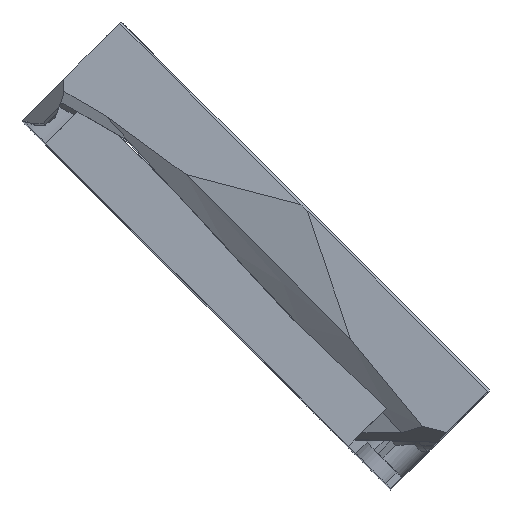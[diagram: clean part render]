
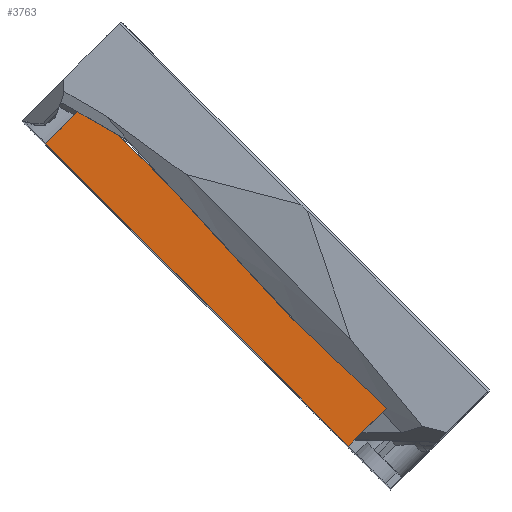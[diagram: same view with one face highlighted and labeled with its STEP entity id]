
A CAD part, top view. The second image highlights one B-rep face of the part: STEP entity #3763.
In plain terms, the highlighted planar face has unit normal (0, 0, 1).
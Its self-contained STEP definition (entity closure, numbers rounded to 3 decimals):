
#56=PLANE('',#3994);
#251=FACE_OUTER_BOUND('',#452,.T.);
#452=EDGE_LOOP('',(#2674,#2675,#2676,#2677,#2678,#2679,#2680,#2681));
#674=B_SPLINE_CURVE_WITH_KNOTS('',3,(#5872,#5873,#5874,#5875),
 .UNSPECIFIED.,.F.,.F.,(4,4),(-1.581,-0.306),
 .UNSPECIFIED.);
#929=LINE('',#5864,#1262);
#930=LINE('',#5866,#1263);
#931=LINE('',#5868,#1264);
#932=LINE('',#5870,#1265);
#933=LINE('',#5877,#1266);
#934=LINE('',#5879,#1267);
#935=LINE('',#5880,#1268);
#1262=VECTOR('',#4380,10.);
#1263=VECTOR('',#4381,10.);
#1264=VECTOR('',#4382,10.);
#1265=VECTOR('',#4383,10.);
#1266=VECTOR('',#4384,10.);
#1267=VECTOR('',#4385,10.);
#1268=VECTOR('',#4386,10.);
#1624=VERTEX_POINT('',#5862);
#1625=VERTEX_POINT('',#5863);
#1626=VERTEX_POINT('',#5865);
#1627=VERTEX_POINT('',#5867);
#1628=VERTEX_POINT('',#5869);
#1629=VERTEX_POINT('',#5871);
#1630=VERTEX_POINT('',#5876);
#1631=VERTEX_POINT('',#5878);
#2037=EDGE_CURVE('',#1624,#1625,#929,.T.);
#2038=EDGE_CURVE('',#1626,#1624,#930,.T.);
#2039=EDGE_CURVE('',#1626,#1627,#931,.T.);
#2040=EDGE_CURVE('',#1627,#1628,#932,.T.);
#2041=EDGE_CURVE('',#1629,#1628,#674,.T.);
#2042=EDGE_CURVE('',#1630,#1629,#933,.T.);
#2043=EDGE_CURVE('',#1631,#1630,#934,.T.);
#2044=EDGE_CURVE('',#1625,#1631,#935,.F.);
#2674=ORIENTED_EDGE('',*,*,#2037,.F.);
#2675=ORIENTED_EDGE('',*,*,#2038,.F.);
#2676=ORIENTED_EDGE('',*,*,#2039,.T.);
#2677=ORIENTED_EDGE('',*,*,#2040,.T.);
#2678=ORIENTED_EDGE('',*,*,#2041,.F.);
#2679=ORIENTED_EDGE('',*,*,#2042,.F.);
#2680=ORIENTED_EDGE('',*,*,#2043,.F.);
#2681=ORIENTED_EDGE('',*,*,#2044,.F.);
#3763=ADVANCED_FACE('',(#251),#56,.T.);
#3994=AXIS2_PLACEMENT_3D('',#5861,#4378,#4379);
#4378=DIRECTION('center_axis',(0.,0.,
1.));
#4379=DIRECTION('ref_axis',(0.707,-0.707,0.));
#4380=DIRECTION('',(0.866,-0.5,0.));
#4381=DIRECTION('',(0.707,0.707,0.));
#4382=DIRECTION('',(0.707,-0.707,0.));
#4383=DIRECTION('',(0.707,0.707,0.));
#4384=DIRECTION('',(0.751,-0.661,0.));
#4385=DIRECTION('',(0.679,-0.735,0.));
#4386=DIRECTION('',(-0.707,0.707,0.));
#5861=CARTESIAN_POINT('Origin',(8.856,-16.096,51.51));
#5862=CARTESIAN_POINT('',(12.269,-12.683,51.51));
#5863=CARTESIAN_POINT('',(16.697,-15.239,51.51));
#5864=CARTESIAN_POINT('',(12.657,-12.907,51.51));
#5865=CARTESIAN_POINT('',(8.856,-16.096,51.51));
#5866=CARTESIAN_POINT('',(8.856,-16.096,51.51));
#5867=CARTESIAN_POINT('',(41.422,-48.661,51.51));
#5868=CARTESIAN_POINT('',(8.856,-16.096,51.51));
#5869=CARTESIAN_POINT('',(45.495,-44.587,51.51));
#5870=CARTESIAN_POINT('',(41.422,-48.661,51.51));
#5871=CARTESIAN_POINT('',(36.163,-35.677,51.51));
#5872=CARTESIAN_POINT('Ctrl Pts',(36.163,-35.677,51.51));
#5873=CARTESIAN_POINT('Ctrl Pts',(39.24,-38.602,51.51));
#5874=CARTESIAN_POINT('Ctrl Pts',(42.396,-41.616,51.51));
#5875=CARTESIAN_POINT('Ctrl Pts',(45.495,-44.587,51.51));
#5876=CARTESIAN_POINT('',(35.432,-35.033,51.51));
#5877=CARTESIAN_POINT('',(20.334,-21.75,51.51));
#5878=CARTESIAN_POINT('',(22.612,-21.154,51.51));
#5879=CARTESIAN_POINT('',(21.949,-20.436,51.51));
#5880=CARTESIAN_POINT('',(21.346,-19.888,51.51));
